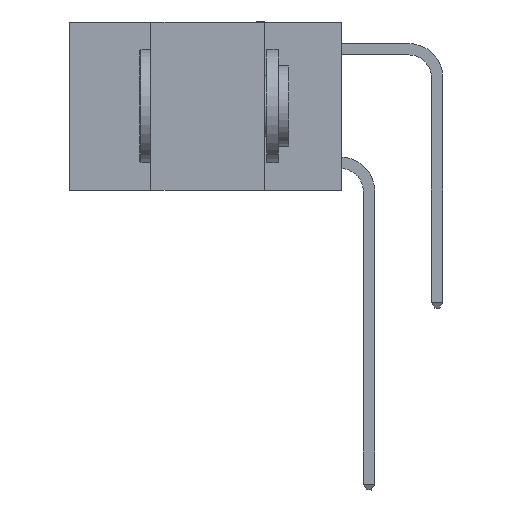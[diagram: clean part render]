
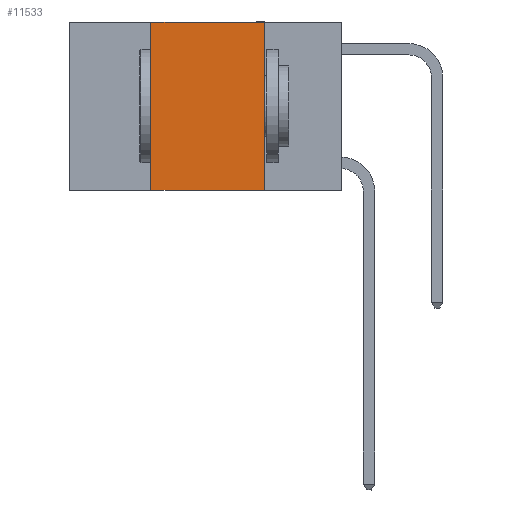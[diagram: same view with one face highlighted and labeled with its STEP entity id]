
A CAD part, left-side view. The second image highlights one B-rep face of the part: STEP entity #11533.
In plain terms, the highlighted planar face has unit normal (-1, 0, 0).
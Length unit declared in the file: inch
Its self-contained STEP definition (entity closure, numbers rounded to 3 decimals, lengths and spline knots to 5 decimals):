
#29 = CARTESIAN_POINT ( 'NONE',  ( 0., 0.17, 0. ) ) ;
#800 = CARTESIAN_POINT ( 'NONE',  ( 0., 0.17, 0. ) ) ;
#1491 = VECTOR ( 'NONE', #14484, 39.37008 ) ;
#1555 = DIRECTION ( 'NONE',  ( 0., -1., 0. ) ) ;
#1607 = VERTEX_POINT ( 'NONE', #18828 ) ;
#1797 = VECTOR ( 'NONE', #22288, 39.37008 ) ;
#2383 = LINE ( 'NONE', #29, #7288 ) ;
#2843 = AXIS2_PLACEMENT_3D ( 'NONE', #9836, #24298, #11906 ) ;
#3637 = EDGE_CURVE ( 'NONE', #5151, #20603, #2383, .T. ) ;
#4400 = ORIENTED_EDGE ( 'NONE', *, *, #12023, .T. ) ;
#5151 = VERTEX_POINT ( 'NONE', #800 ) ;
#5690 = CARTESIAN_POINT ( 'NONE',  ( 0., 0.6, -0.37 ) ) ;
#5731 = ORIENTED_EDGE ( 'NONE', *, *, #3637, .F. ) ;
#7288 = VECTOR ( 'NONE', #16778, 39.37008 ) ;
#9836 = CARTESIAN_POINT ( 'NONE',  ( 0., 0.6, 0. ) ) ;
#9956 = CARTESIAN_POINT ( 'NONE',  ( 0., 0.6, 0. ) ) ;
#10716 = CARTESIAN_POINT ( 'NONE',  ( 0., 0.42, 0. ) ) ;
#10967 = EDGE_CURVE ( 'NONE', #22010, #5151, #15556, .T. ) ;
#11533 = ADVANCED_FACE ( 'NONE', ( #23906 ), #18125, .F. ) ;
#11575 = LINE ( 'NONE', #5690, #1797 ) ;
#11865 = ORIENTED_EDGE ( 'NONE', *, *, #18842, .F. ) ;
#11906 = DIRECTION ( 'NONE',  ( 0., 0., -1. ) ) ;
#12023 = EDGE_CURVE ( 'NONE', #1607, #20603, #11575, .T. ) ;
#14484 = DIRECTION ( 'NONE',  ( 0., 0., 1. ) ) ;
#15556 = LINE ( 'NONE', #9956, #25874 ) ;
#16778 = DIRECTION ( 'NONE',  ( 0., 0., -1. ) ) ;
#18034 = CARTESIAN_POINT ( 'NONE',  ( 0., 0.17, -0.37 ) ) ;
#18125 = PLANE ( 'NONE',  #2843 ) ;
#18828 = CARTESIAN_POINT ( 'NONE',  ( 0., 0.42, -0.37 ) ) ;
#18842 = EDGE_CURVE ( 'NONE', #1607, #22010, #22964, .T. ) ;
#20603 = VERTEX_POINT ( 'NONE', #18034 ) ;
#21202 = EDGE_LOOP ( 'NONE', ( #5731, #23461, #11865, #4400 ) ) ;
#22010 = VERTEX_POINT ( 'NONE', #10716 ) ;
#22288 = DIRECTION ( 'NONE',  ( 0., -1., 0. ) ) ;
#22964 = LINE ( 'NONE', #26809, #1491 ) ;
#23461 = ORIENTED_EDGE ( 'NONE', *, *, #10967, .F. ) ;
#23906 = FACE_OUTER_BOUND ( 'NONE', #21202, .T. ) ;
#24298 = DIRECTION ( 'NONE',  ( 1., 0., 0. ) ) ;
#25874 = VECTOR ( 'NONE', #1555, 39.37008 ) ;
#26809 = CARTESIAN_POINT ( 'NONE',  ( 0., 0.42, 0. ) ) ;
